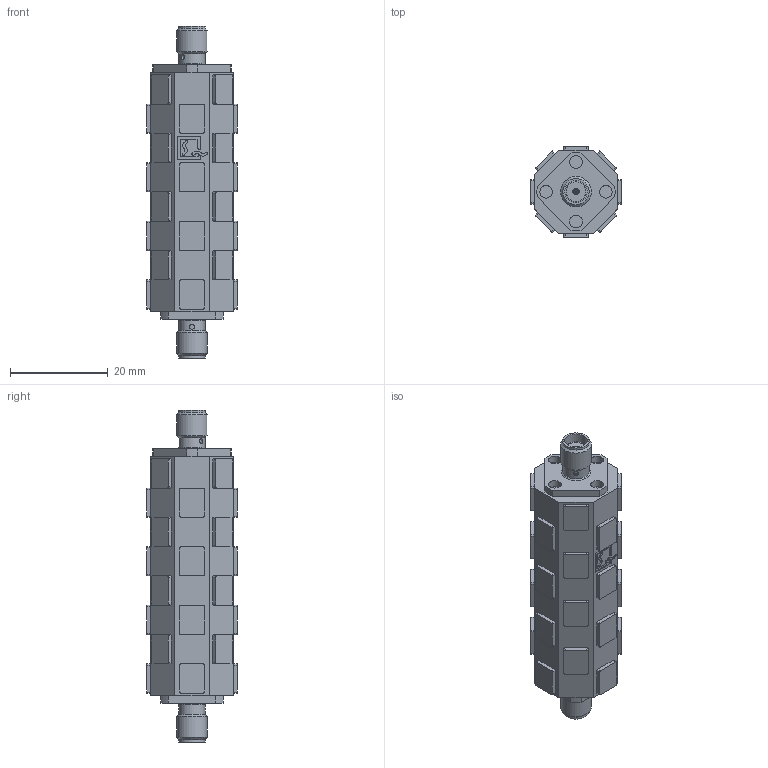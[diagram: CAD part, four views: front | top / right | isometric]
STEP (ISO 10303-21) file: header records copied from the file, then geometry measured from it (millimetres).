
FILE_DESCRIPTION(/* description */ (''),/* implementation_level */ '2;1');
FILE_NAME(/* name */ 'HERD-1 assembly dummy component v1.step',/* time_stamp */ '2023-02-28T12:34:19+01:00',/* author */ (''),/* organization */ (''),/* preprocessor_version */ 'ST-DEVELOPER v19.2',/* originating_system */ 'Autodesk Translation Framework v11.17.0.187',/* authorisation */ '');
FILE_SCHEMA (('AUTOMOTIVE_DESIGN { 1 0 10303 214 3 1 1 }'));
Length unit declared in the file: millimetre
Products named in the file (1): HERD-1 assembly dummy component
Bounding box: 18.62 x 18.62 x 67.95 mm (x, y, z)
Volume: 13253 mm3; surface area: 5496.3 mm2
Topology: 1 solids, 4 shells, 1070 faces, 2685 edges, 1705 vertices
Faces by surface type: plane 546, cylinder 327, cone 172, bspline 25
Full cylindrical faces by diameter (mm): 0.93 x2, 0.95 x4, 1 x4, 1.275 x2, 1.3 x4, 1.6 x1, 2.6 x8, 4.06 x4, 4.1 x4, 4.61 x2, 5.35 x2, 5.4 x2, 6.26 x2
Entity records: 32203 total; most frequent: CARTESIAN_POINT 6261, DIRECTION 5515, ORIENTED_EDGE 5362, EDGE_CURVE 2681, AXIS2_PLACEMENT_3D 1923, VERTEX_POINT 1705, LINE 1669, VECTOR 1669
